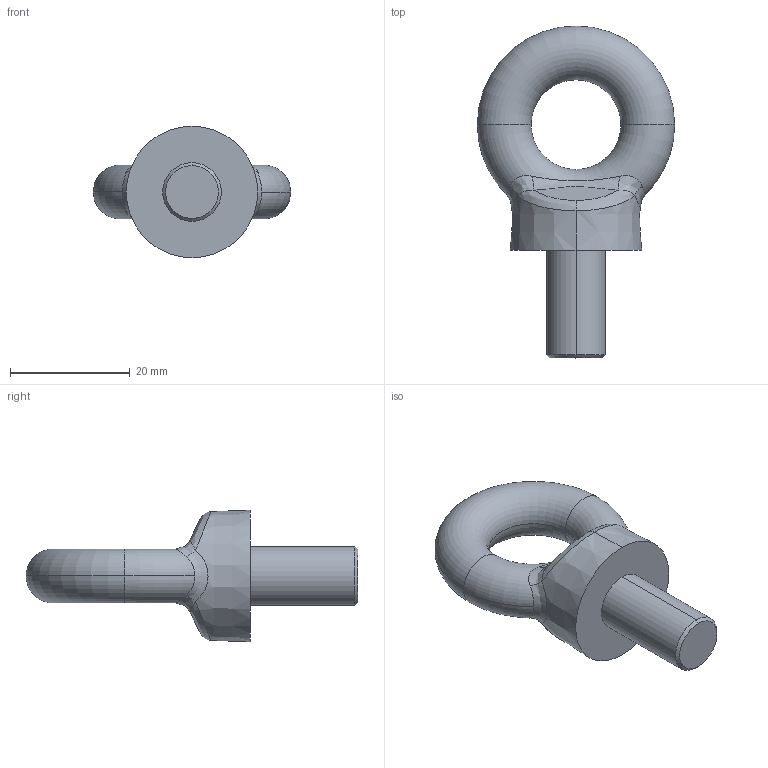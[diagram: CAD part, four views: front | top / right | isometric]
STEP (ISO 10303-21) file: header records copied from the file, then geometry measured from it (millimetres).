
FILE_DESCRIPTION (( 'STEP AP203' ), '1' );
FILE_NAME ('T39800.STEP', '2018-07-23T13:07:06', ( '' ), ( '' ), 'SwSTEP 2.0', 'SolidWorks 2016', '' );
FILE_SCHEMA (( 'CONFIG_CONTROL_DESIGN' ));
Length unit declared in the file: millimetre
Products named in the file (1): T39800
Bounding box: 33 x 55.5 x 22 mm (x, y, z)
Volume: 9140.6 mm3; surface area: 3510 mm2
Topology: 1 solids, 1 shells, 26 faces, 59 edges, 34 vertices
Faces by surface type: bspline 12, torus 4, cone 4, plane 4, cylinder 2
Entity records: 1579 total; most frequent: CARTESIAN_POINT 1000, ORIENTED_EDGE 118, DIRECTION 90, EDGE_CURVE 59, AXIS2_PLACEMENT_3D 42, VERTEX_POINT 34, CIRCLE 27, EDGE_LOOP 27
